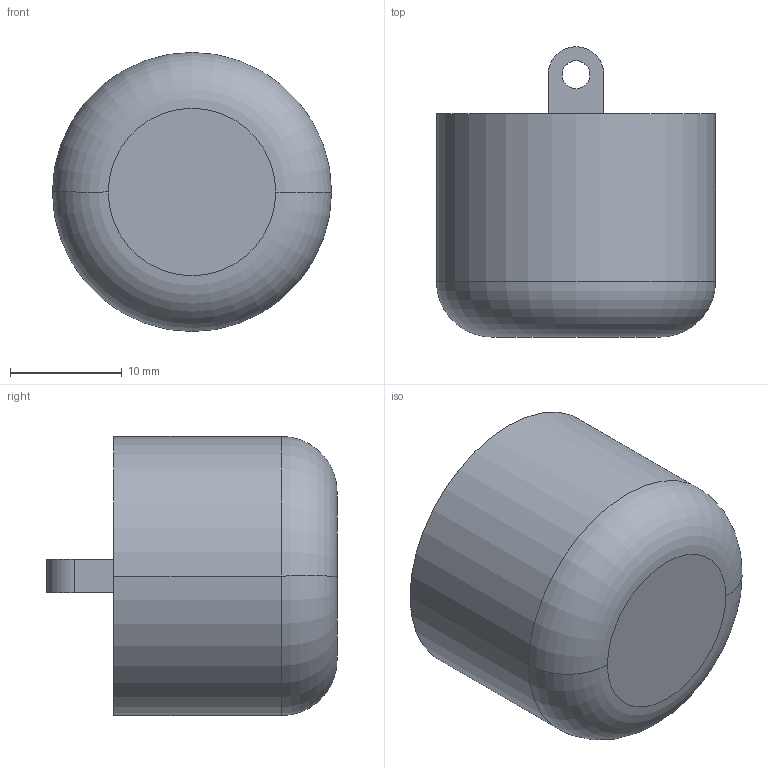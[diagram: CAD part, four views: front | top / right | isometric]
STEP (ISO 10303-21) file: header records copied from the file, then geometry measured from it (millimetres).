
FILE_DESCRIPTION (( 'STEP AP203' ), '1' );
FILE_NAME ('Bullet_Default_sldprt.STEP', '2021-06-21T20:04:38', ( '' ), ( '' ), 'SwSTEP 2.0', 'SolidWorks 2018', '' );
FILE_SCHEMA (( 'CONFIG_CONTROL_DESIGN' ));
Length unit declared in the file: millimetre
Products named in the file (1): Bullet_Default_sldprt
Bounding box: 25 x 26 x 25 mm (x, y, z)
Volume: 8931.9 mm3; surface area: 3027.3 mm2
Topology: 1 solids, 1 shells, 17 faces, 35 edges, 22 vertices
Faces by surface type: plane 8, cylinder 5, torus 2, bspline 2
Entity records: 1018 total; most frequent: CARTESIAN_POINT 574, DIRECTION 81, ORIENTED_EDGE 70, EDGE_CURVE 35, AXIS2_PLACEMENT_3D 33, VERTEX_POINT 22, EDGE_LOOP 21, ADVANCED_FACE 17
